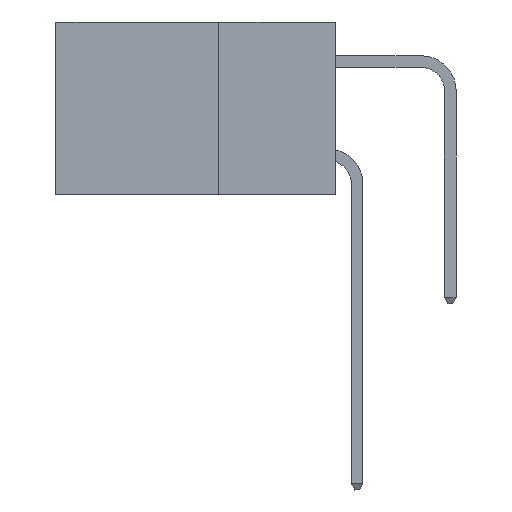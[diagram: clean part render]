
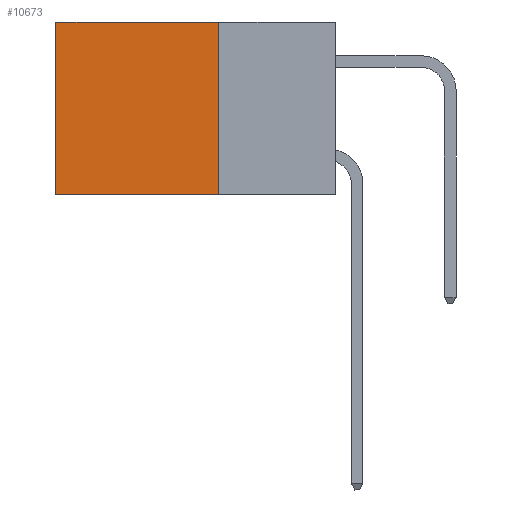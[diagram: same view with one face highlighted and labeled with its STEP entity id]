
A CAD part, left-side view. The second image highlights one B-rep face of the part: STEP entity #10673.
In plain terms, the highlighted planar face has unit normal (-1, 0, 0).
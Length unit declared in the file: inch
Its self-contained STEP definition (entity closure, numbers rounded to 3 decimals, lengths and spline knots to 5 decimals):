
#19 = DIRECTION ( 'NONE',  ( 0., 0., -1. ) ) ;
#952 = CARTESIAN_POINT ( 'NONE',  ( 0.2875, 0.6, -0.37 ) ) ;
#1034 = CARTESIAN_POINT ( 'NONE',  ( 0.2875, 0.25, -0.37 ) ) ;
#1914 = VECTOR ( 'NONE', #10486, 39.37008 ) ;
#2082 = CARTESIAN_POINT ( 'NONE',  ( 0.2875, 0.25, 0. ) ) ;
#3388 = ORIENTED_EDGE ( 'NONE', *, *, #12796, .F. ) ;
#4441 = VERTEX_POINT ( 'NONE', #1034 ) ;
#4573 = VERTEX_POINT ( 'NONE', #10548 ) ;
#5191 = DIRECTION ( 'NONE',  ( 0., 0., -1. ) ) ;
#5332 = EDGE_CURVE ( 'NONE', #10179, #10859, #12748, .T. ) ;
#5398 = DIRECTION ( 'NONE',  ( 0., 1., 0. ) ) ;
#5756 = LINE ( 'NONE', #17276, #16732 ) ;
#5889 = FACE_OUTER_BOUND ( 'NONE', #15216, .T. ) ;
#5998 = LINE ( 'NONE', #9010, #1914 ) ;
#6148 = CARTESIAN_POINT ( 'NONE',  ( 0.2875, 0.6, 0. ) ) ;
#6513 = CARTESIAN_POINT ( 'NONE',  ( 0.2875, 0.25, 0. ) ) ;
#8145 = EDGE_CURVE ( 'NONE', #4573, #10179, #5998, .T. ) ;
#8790 = VECTOR ( 'NONE', #19, 39.37008 ) ;
#9010 = CARTESIAN_POINT ( 'NONE',  ( 0.2875, 0.25, 0. ) ) ;
#9326 = EDGE_CURVE ( 'NONE', #4573, #4441, #18772, .T. ) ;
#10179 = VERTEX_POINT ( 'NONE', #11496 ) ;
#10486 = DIRECTION ( 'NONE',  ( 0., 1., 0. ) ) ;
#10548 = CARTESIAN_POINT ( 'NONE',  ( 0.2875, 0.25, 0. ) ) ;
#10673 = ADVANCED_FACE ( 'NONE', ( #5889 ), #12648, .F. ) ;
#10859 = VERTEX_POINT ( 'NONE', #952 ) ;
#11496 = CARTESIAN_POINT ( 'NONE',  ( 0.2875, 0.6, 0. ) ) ;
#12648 = PLANE ( 'NONE',  #17539 ) ;
#12665 = ORIENTED_EDGE ( 'NONE', *, *, #9326, .F. ) ;
#12748 = LINE ( 'NONE', #6148, #8790 ) ;
#12796 = EDGE_CURVE ( 'NONE', #4441, #10859, #5756, .T. ) ;
#14162 = DIRECTION ( 'NONE',  ( 1., 0., 0. ) ) ;
#15216 = EDGE_LOOP ( 'NONE', ( #16289, #3388, #12665, #17784 ) ) ;
#16289 = ORIENTED_EDGE ( 'NONE', *, *, #5332, .T. ) ;
#16732 = VECTOR ( 'NONE', #5398, 39.37008 ) ;
#17276 = CARTESIAN_POINT ( 'NONE',  ( 0.2875, 0.25, -0.37 ) ) ;
#17539 = AXIS2_PLACEMENT_3D ( 'NONE', #2082, #14162, #5191 ) ;
#17784 = ORIENTED_EDGE ( 'NONE', *, *, #8145, .T. ) ;
#17861 = VECTOR ( 'NONE', #18431, 39.37008 ) ;
#18431 = DIRECTION ( 'NONE',  ( 0., 0., -1. ) ) ;
#18772 = LINE ( 'NONE', #6513, #17861 ) ;
